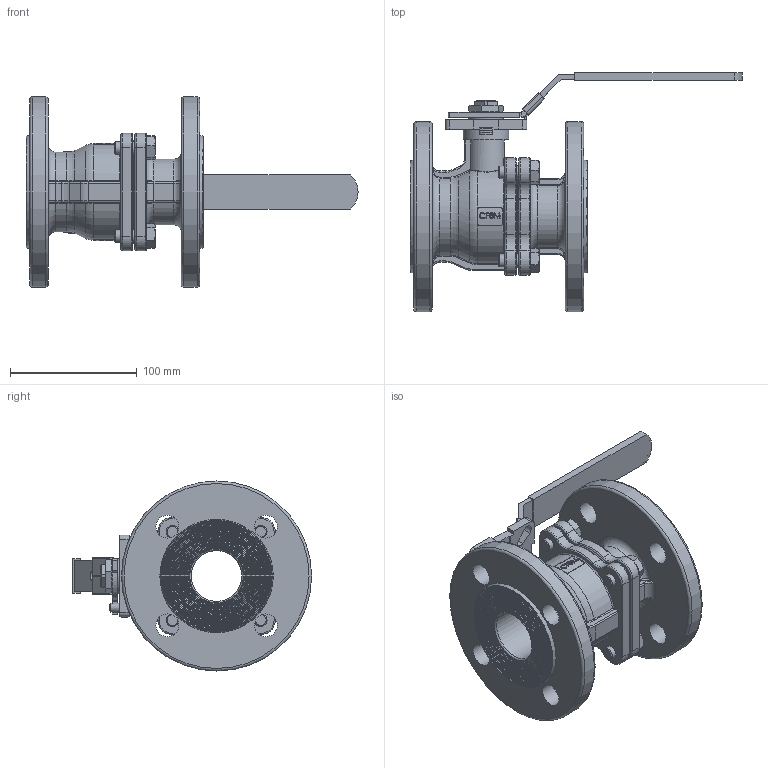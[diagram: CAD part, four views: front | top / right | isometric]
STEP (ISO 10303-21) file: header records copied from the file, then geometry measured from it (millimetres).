
FILE_DESCRIPTION(/* description */ ('Unknown'),/* implementation_level */ '2;1');
FILE_NAME(/* name */ '920-08',/* time_stamp */ '2022-07-01T08:47:57+02:00',/* author */ ('Unknown'),/* organization */ ('Unknown'),/* preprocessor_version */ 'ST-DEVELOPER v16.7',/* originating_system */ 'Solid Edge',/* authorisation */ 'Unknown');
FILE_SCHEMA (('AUTOMOTIVE_DESIGN {1 0 10303 214 3 1 1}'));
Products named in the file (12): 8M.220.040_WESA 920-08; MV-24D-ST-DN40; MV-24D-DD-DN40; MV-24D-DW-DN40; MV-24D-PD-DN40; MV-24D-KZ-DN40; MV-24D-LZ-DN40; MV-24D-FGM-DN40; MV-24D-S-DN40; MV-24D-T(J)-DN40; MV-24D-G(J)-DN40; MV-24D-FG-DN40
Assembly tree (16 placements, depth 2):
  8M.220.040_WESA 920-08
    MV-24D-ST-DN40
    MV-24D-DD-DN40  x2
    MV-24D-DW-DN40
    MV-24D-PD-DN40
    MV-24D-KZ-DN40
    MV-24D-LZ-DN40  x4
    MV-24D-FGM-DN40  x2
    MV-24D-S-DN40
    MV-24D-T(J)-DN40
    MV-24D-G(J)-DN40
    MV-24D-FG-DN40
Bounding box: 262 x 188.8 x 150 mm (x, y, z)
Volume: 802903.7 mm3; surface area: 218192.7 mm2
Topology: 16 solids, 16 shells, 1048 faces, 2513 edges, 1581 vertices
Faces by surface type: plane 407, cylinder 207, cone 179, bspline 174, torus 81
Full cylindrical faces by diameter (mm): 5 x1, 6 x1, 7 x1, 8 x1, 8.8 x4, 10 x4, 11.5 x4, 13.4 x1, 16.5 x2, 18 x10, 18.1 x1, 18.4 x2, 18.5 x1, 22.5 x1, 22.7 x2, 27.5 x3, 28.5 x1, 32.5 x1, 36 x1, 40 x2, 43 x2, 53 x2, 63.6 x1, 64 x1, 77 x1, 82.5 x1, 150 x2
Entity records: 56742 total; most frequent: CARTESIAN_POINT 35379, ORIENTED_EDGE 4310, DIRECTION 3964, EDGE_CURVE 2155, AXIS2_PLACEMENT_3D 1505, VERTEX_POINT 1471, EDGE_LOOP 1296, FACE_BOUND 1296
